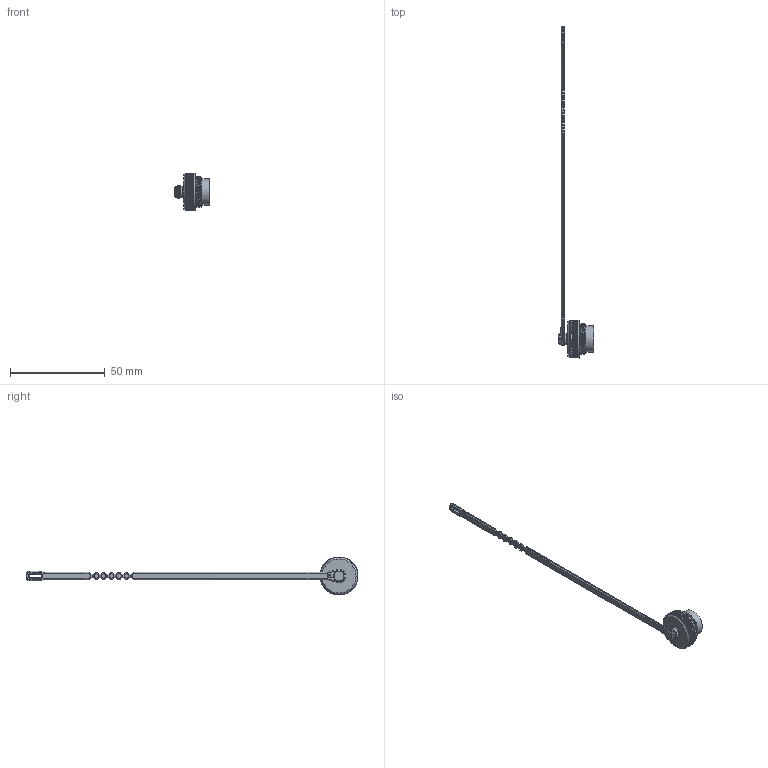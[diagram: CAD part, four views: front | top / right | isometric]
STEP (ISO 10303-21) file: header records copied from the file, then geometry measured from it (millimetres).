
FILE_DESCRIPTION(/* description */ (''),/* implementation_level */ '2;1');
FILE_NAME(/* name */ '08 1078 000 000 001_00.stp',/* time_stamp */ '2017-07-31T14:53:03+02:00',/* author */ (''),/* organization */ (''),/* preprocessor_version */ 'ST-DEVELOPER v16',/* originating_system */ 'SIEMENS PLM Software NX 11.0',/* authorisation */ '');
FILE_SCHEMA (('AUTOMOTIVE_DESIGN { 1 0 10303 214 3 1 1 1 }'));
Length unit declared in the file: millimetre
Products named in the file (1): smag1CC4F0DAxuho
Bounding box: 18.5 x 175 x 20 mm (x, y, z)
Volume: 2926.3 mm3; surface area: 3673.9 mm2
Topology: 1 solids, 1 shells, 795 faces, 2050 edges, 1269 vertices
Faces by surface type: plane 478, cylinder 187, torus 75, bspline 51, cone 4
Full cylindrical faces by diameter (mm): 3.9 x1, 4 x1, 6 x2, 12 x1, 13.8 x1, 14.7 x1, 20 x1
Entity records: 26801 total; most frequent: CARTESIAN_POINT 7720, ORIENTED_EDGE 4058, DIRECTION 3958, EDGE_CURVE 2029, AXIS2_PLACEMENT_3D 1446, VERTEX_POINT 1265, LINE 1066, VECTOR 1066
